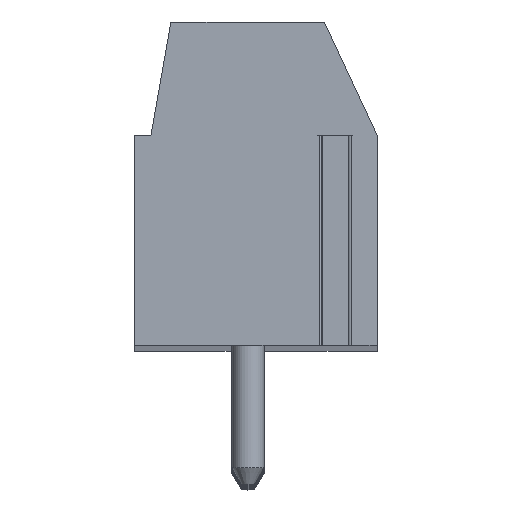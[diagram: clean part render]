
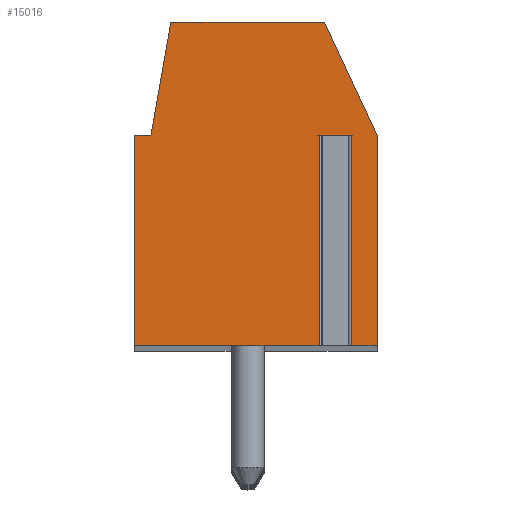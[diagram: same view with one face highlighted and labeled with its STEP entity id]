
A CAD part, top view. The second image highlights one B-rep face of the part: STEP entity #15016.
In plain terms, the highlighted planar face has unit normal (0, 0, 1).
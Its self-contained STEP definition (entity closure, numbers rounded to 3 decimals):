
#361=DIRECTION('',(-1.,0.,0.));
#362=VECTOR('',#361,0.996);
#363=CARTESIAN_POINT('',(2.948,1.5,97.5));
#364=LINE('',#363,#362);
#365=DIRECTION('',(0.,-1.,0.));
#366=VECTOR('',#365,6.5);
#367=CARTESIAN_POINT('',(1.952,1.5,97.5));
#368=LINE('',#367,#366);
#369=DIRECTION('',(1.,0.,0.));
#370=VECTOR('',#369,5.702);
#371=CARTESIAN_POINT('',(-3.75,-5.,97.5));
#372=LINE('',#371,#370);
#373=DIRECTION('',(0.,-1.,0.));
#374=VECTOR('',#373,6.5);
#375=CARTESIAN_POINT('',(-3.75,1.5,97.5));
#376=LINE('',#375,#374);
#377=DIRECTION('',(-1.,0.,0.));
#378=VECTOR('',#377,0.5);
#379=CARTESIAN_POINT('',(-3.25,1.5,97.5));
#380=LINE('',#379,#378);
#381=DIRECTION('',(-0.174,-0.985,0.));
#382=VECTOR('',#381,3.554);
#383=CARTESIAN_POINT('',(-2.633,5.,97.5));
#384=LINE('',#383,#382);
#385=DIRECTION('',(-1.,0.,0.));
#386=VECTOR('',#385,4.751);
#387=CARTESIAN_POINT('',(2.118,5.,97.5));
#388=LINE('',#387,#386);
#389=DIRECTION('',(-0.423,0.906,0.));
#390=VECTOR('',#389,3.862);
#391=CARTESIAN_POINT('',(3.75,1.5,97.5));
#392=LINE('',#391,#390);
#393=DIRECTION('',(0.,1.,0.));
#394=VECTOR('',#393,6.5);
#395=CARTESIAN_POINT('',(3.75,-5.,97.5));
#396=LINE('',#395,#394);
#397=DIRECTION('',(1.,0.,0.));
#398=VECTOR('',#397,0.802);
#399=CARTESIAN_POINT('',(2.948,-5.,97.5));
#400=LINE('',#399,#398);
#401=DIRECTION('',(0.,-1.,0.));
#402=VECTOR('',#401,6.5);
#403=CARTESIAN_POINT('',(2.948,1.5,97.5));
#404=LINE('',#403,#402);
#11599=CARTESIAN_POINT('',(3.75,-5.,97.5));
#11600=CARTESIAN_POINT('',(3.75,1.5,97.5));
#11601=VERTEX_POINT('',#11599);
#11602=VERTEX_POINT('',#11600);
#11603=CARTESIAN_POINT('',(2.118,5.,97.5));
#11604=VERTEX_POINT('',#11603);
#11605=CARTESIAN_POINT('',(-2.633,5.,97.5));
#11606=VERTEX_POINT('',#11605);
#11607=CARTESIAN_POINT('',(-3.25,1.5,97.5));
#11608=VERTEX_POINT('',#11607);
#11609=CARTESIAN_POINT('',(-3.75,1.5,97.5));
#11610=VERTEX_POINT('',#11609);
#11611=CARTESIAN_POINT('',(-3.75,-5.,97.5));
#11612=VERTEX_POINT('',#11611);
#11657=CARTESIAN_POINT('',(2.948,1.5,97.5));
#11658=CARTESIAN_POINT('',(1.952,1.5,97.5));
#11659=VERTEX_POINT('',#11657);
#11660=VERTEX_POINT('',#11658);
#11661=CARTESIAN_POINT('',(2.948,-5.,
97.5));
#11662=VERTEX_POINT('',#11661);
#11663=CARTESIAN_POINT('',(1.952,-5.,
97.5));
#11664=VERTEX_POINT('',#11663);
#14990=CARTESIAN_POINT('',(0.,0.,97.5));
#14991=DIRECTION('',(0.,0.,1.));
#14992=DIRECTION('',(1.,0.,0.));
#14993=AXIS2_PLACEMENT_3D('',#14990,#14991,#14992);
#14994=PLANE('',#14993);
#14996=ORIENTED_EDGE('',*,*,#14995,.T.);
#14998=ORIENTED_EDGE('',*,*,#14997,.T.);
#14999=ORIENTED_EDGE('',*,*,#14838,.F.);
#15001=ORIENTED_EDGE('',*,*,#15000,.F.);
#15003=ORIENTED_EDGE('',*,*,#15002,.F.);
#15005=ORIENTED_EDGE('',*,*,#15004,.F.);
#15007=ORIENTED_EDGE('',*,*,#15006,.F.);
#15009=ORIENTED_EDGE('',*,*,#15008,.F.);
#15011=ORIENTED_EDGE('',*,*,#15010,.F.);
#15012=ORIENTED_EDGE('',*,*,#14817,.F.);
#15013=ORIENTED_EDGE('',*,*,#14980,.F.);
#15014=EDGE_LOOP('',(#14996,#14998,#14999,#15001,#15003,#15005,#15007,#15009,
#15011,#15012,#15013));
#15015=FACE_OUTER_BOUND('',#15014,.F.);
#14817=EDGE_CURVE('',#11662,#11601,#400,.T.);
#14838=EDGE_CURVE('',#11612,#11664,#372,.T.);
#14980=EDGE_CURVE('',#11659,#11662,#404,.T.);
#14995=EDGE_CURVE('',#11659,#11660,#364,.T.);
#14997=EDGE_CURVE('',#11660,#11664,#368,.T.);
#15000=EDGE_CURVE('',#11610,#11612,#376,.T.);
#15002=EDGE_CURVE('',#11608,#11610,#380,.T.);
#15004=EDGE_CURVE('',#11606,#11608,#384,.T.);
#15006=EDGE_CURVE('',#11604,#11606,#388,.T.);
#15008=EDGE_CURVE('',#11602,#11604,#392,.T.);
#15010=EDGE_CURVE('',#11601,#11602,#396,.T.);
#15016=ADVANCED_FACE('',(#15015),#14994,.T.);
